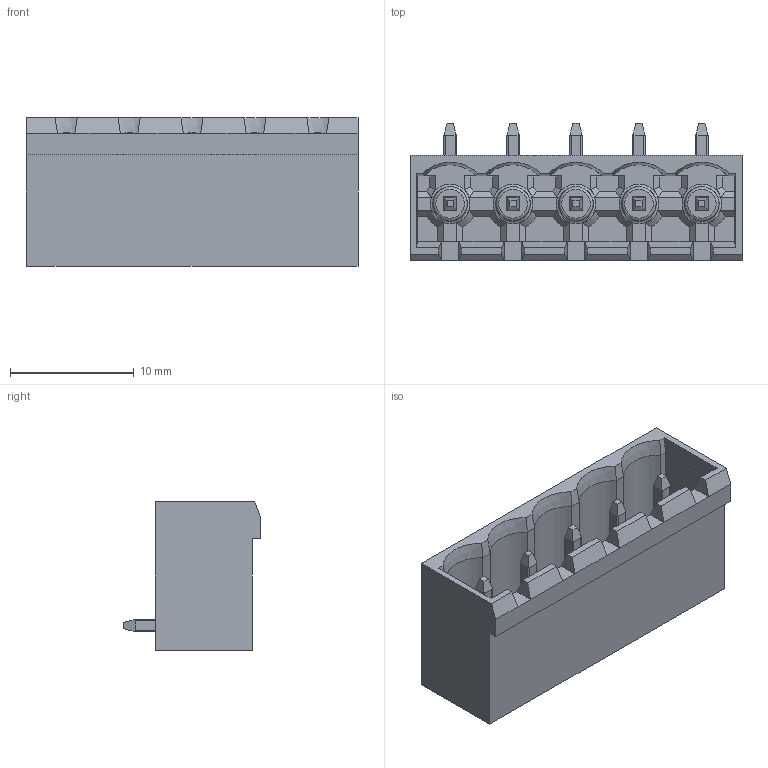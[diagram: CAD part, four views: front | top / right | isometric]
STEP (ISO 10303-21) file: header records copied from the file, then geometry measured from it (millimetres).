
FILE_DESCRIPTION(/* description */ ('Unknown'),/* implementation_level */ '2;1');
FILE_NAME(/* name */ '691701540005B',/* time_stamp */ '2023-12-13T16:34:51+01:00',/* author */ ('Unknown'),/* organization */ ('Unknown'),/* preprocessor_version */ 'ST-DEVELOPER v18.102',/* originating_system */ 'Solid Edge',/* authorisation */ 'Unknown');
FILE_SCHEMA (('AUTOMOTIVE_DESIGN {1 0 10303 214 3 1 1}'));
Length unit declared in the file: millimetre
Products named in the file (3): 6917015400xxB; 691701510005B; 6917015300xxB_Pin
Assembly tree (6 placements, depth 2):
  6917015400xxB
    691701510005B
    6917015300xxB_Pin  x5
Bounding box: 26.8 x 11.1 x 12 mm (x, y, z)
Volume: 1079.2 mm3; surface area: 2514.5 mm2
Topology: 6 solids, 6 shells, 468 faces, 1229 edges, 778 vertices
Faces by surface type: plane 328, cylinder 75, cone 30, torus 30, sphere 5
Entity records: 10528 total; most frequent: CARTESIAN_POINT 1966, ORIENTED_EDGE 1780, DIRECTION 1682, EDGE_CURVE 890, LINE 708, VECTOR 708, VERTEX_POINT 571, AXIS2_PLACEMENT_3D 487
